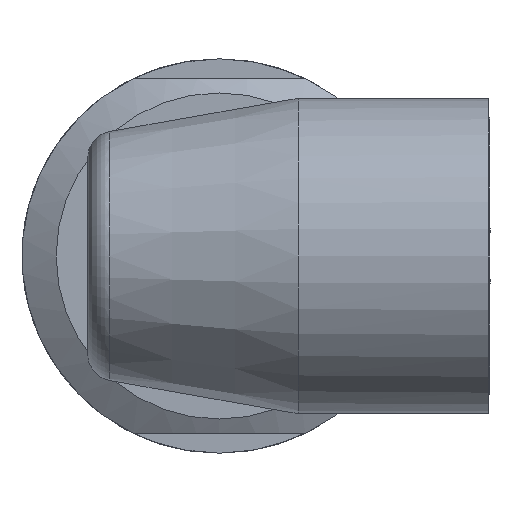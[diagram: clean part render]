
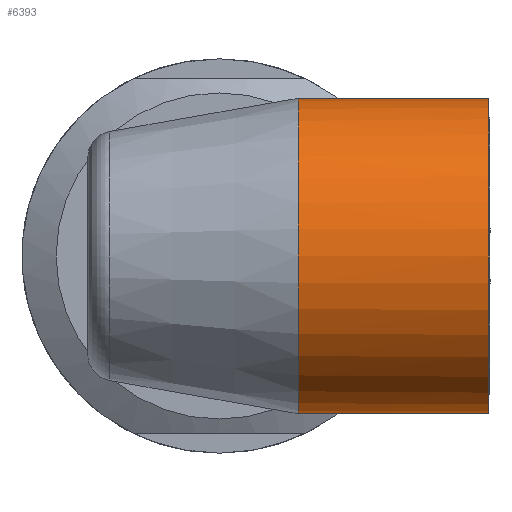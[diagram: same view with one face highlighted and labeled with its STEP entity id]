
A CAD part, left-side view. The second image highlights one B-rep face of the part: STEP entity #6393.
In plain terms, the highlighted cylindrical face has radius 12 mm (diameter 24 mm), a full revolution.
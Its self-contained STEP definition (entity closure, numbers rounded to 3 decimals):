
#548=FACE_OUTER_BOUND('',#1010,.T.);
#1010=EDGE_LOOP('',(#4361,#4362,#4363,#4364,#4365,#4366,#4367,#4368,#4369,
#4370));
#1557=B_SPLINE_CURVE_WITH_KNOTS('',3,(#10732,#10733,#10734,#10735,#10736,
#10737,#10738,#10739,#10740,#10741,#10742,#10743,#10744,#10745,#10746,#10747),
 .UNSPECIFIED.,.F.,.F.,(4,3,3,3,3,4),(0.558,0.575,
0.597,0.602,0.623,0.632),
 .UNSPECIFIED.);
#1560=B_SPLINE_CURVE_WITH_KNOTS('',3,(#10826,#10827,#10828,#10829,#10830,
#10831,#10832,#10833,#10834,#10835,#10836,#10837,#10838),.UNSPECIFIED.,
 .F.,.F.,(4,3,3,3,4),(0.,0.009,0.019,0.02,
0.033),.UNSPECIFIED.);
#1564=B_SPLINE_CURVE_WITH_KNOTS('',3,(#10978,#10979,#10980,#10981),
 .UNSPECIFIED.,.F.,.F.,(4,4),(-7.24,-7.227),
 .UNSPECIFIED.);
#1565=B_SPLINE_CURVE_WITH_KNOTS('',3,(#10983,#10984,#10985,#10986,#10987,
#10988,#10989),.UNSPECIFIED.,.F.,.F.,(4,1,1,1,4),(7.24,7.654,
8.1,8.547,8.77),.UNSPECIFIED.);
#1566=B_SPLINE_CURVE_WITH_KNOTS('',3,(#10991,#10992,#10993,#10994,#10995,
#10996,#10997),.UNSPECIFIED.,.F.,.F.,(4,1,1,1,4),(8.77,8.994,
9.44,9.887,10.3),.UNSPECIFIED.);
#1567=B_SPLINE_CURVE_WITH_KNOTS('',3,(#10998,#10999,#11000,#11001),
 .UNSPECIFIED.,.F.,.F.,(4,4),(-10.313,-10.3),
 .UNSPECIFIED.);
#1655=LINE('',#11166,#1945);
#1945=VECTOR('',#8082,12.);
#2275=CIRCLE('',#6949,12.);
#2284=CIRCLE('',#6962,12.);
#2777=VERTEX_POINT('',#10611);
#2784=VERTEX_POINT('',#10692);
#2788=VERTEX_POINT('',#10721);
#2792=VERTEX_POINT('',#10812);
#2793=VERTEX_POINT('',#10825);
#2795=VERTEX_POINT('',#10977);
#2796=VERTEX_POINT('',#10982);
#2797=VERTEX_POINT('',#10990);
#3373=EDGE_CURVE('',#2777,#2777,#2275,.T.);
#3386=EDGE_CURVE('',#2788,#2784,#1557,.T.);
#3390=EDGE_CURVE('',#2792,#2793,#1560,.T.);
#3394=EDGE_CURVE('',#2795,#2793,#1564,.T.);
#3395=EDGE_CURVE('',#2795,#2796,#1565,.T.);
#3396=EDGE_CURVE('',#2796,#2797,#1566,.T.);
#3397=EDGE_CURVE('',#2788,#2797,#1567,.T.);
#3408=EDGE_CURVE('',#2784,#2792,#2284,.T.);
#3409=EDGE_CURVE('',#2796,#2777,#1655,.T.);
#4361=ORIENTED_EDGE('',*,*,#3395,.F.);
#4362=ORIENTED_EDGE('',*,*,#3394,.T.);
#4363=ORIENTED_EDGE('',*,*,#3390,.F.);
#4364=ORIENTED_EDGE('',*,*,#3408,.F.);
#4365=ORIENTED_EDGE('',*,*,#3386,.F.);
#4366=ORIENTED_EDGE('',*,*,#3397,.T.);
#4367=ORIENTED_EDGE('',*,*,#3396,.F.);
#4368=ORIENTED_EDGE('',*,*,#3409,.T.);
#4369=ORIENTED_EDGE('',*,*,#3373,.T.);
#4370=ORIENTED_EDGE('',*,*,#3409,.F.);
#5759=CYLINDRICAL_SURFACE('',#6961,12.);
#6393=ADVANCED_FACE('',(#548),#5759,.T.);
#6949=AXIS2_PLACEMENT_3D('',#10612,#8052,#8053);
#6961=AXIS2_PLACEMENT_3D('',#11164,#8078,#8079);
#6962=AXIS2_PLACEMENT_3D('',#11165,#8080,#8081);
#8052=DIRECTION('center_axis',(0.,1.,0.));
#8053=DIRECTION('ref_axis',(-1.,0.,0.));
#8078=DIRECTION('center_axis',(0.,1.,0.));
#8079=DIRECTION('ref_axis',(-1.,0.,0.));
#8080=DIRECTION('center_axis',(0.,1.,0.));
#8081=DIRECTION('ref_axis',(-1.,0.,0.));
#8082=DIRECTION('',(0.,-1.,0.));
#10611=CARTESIAN_POINT('',(-225.1,-20.5,0.));
#10612=CARTESIAN_POINT('Origin',(-237.1,-20.5,0.));
#10692=CARTESIAN_POINT('',(-229.717,-6.,-9.46));
#10721=CARTESIAN_POINT('',(-229.477,-5.899,-9.269));
#10732=CARTESIAN_POINT('Ctrl Pts',(-229.477,-5.899,
-9.269));
#10733=CARTESIAN_POINT('Ctrl Pts',(-229.491,-5.915,-9.28));
#10734=CARTESIAN_POINT('Ctrl Pts',(-229.506,-5.929,
-9.292));
#10735=CARTESIAN_POINT('Ctrl Pts',(-229.523,-5.942,
-9.306));
#10736=CARTESIAN_POINT('Ctrl Pts',(-229.545,-5.958,
-9.324));
#10737=CARTESIAN_POINT('Ctrl Pts',(-229.569,-5.971,-9.343));
#10738=CARTESIAN_POINT('Ctrl Pts',(-229.594,-5.98,
-9.363));
#10739=CARTESIAN_POINT('Ctrl Pts',(-229.6,-5.982,
-9.368));
#10740=CARTESIAN_POINT('Ctrl Pts',(-229.605,-5.984,-9.372));
#10741=CARTESIAN_POINT('Ctrl Pts',(-229.611,-5.986,
-9.377));
#10742=CARTESIAN_POINT('Ctrl Pts',(-229.635,-5.993,
-9.396));
#10743=CARTESIAN_POINT('Ctrl Pts',(-229.66,-5.997,
-9.415));
#10744=CARTESIAN_POINT('Ctrl Pts',(-229.685,-5.999,-9.435));
#10745=CARTESIAN_POINT('Ctrl Pts',(-229.695,-6.,-9.443));
#10746=CARTESIAN_POINT('Ctrl Pts',(-229.706,-6.,
-9.452));
#10747=CARTESIAN_POINT('Ctrl Pts',(-229.717,-6.,
-9.46));
#10812=CARTESIAN_POINT('',(-229.717,-6.,9.46));
#10825=CARTESIAN_POINT('',(-229.477,-5.899,9.269));
#10826=CARTESIAN_POINT('Ctrl Pts',(-229.717,-6.,9.46));
#10827=CARTESIAN_POINT('Ctrl Pts',(-229.692,-6.,9.44));
#10828=CARTESIAN_POINT('Ctrl Pts',(-229.667,-5.998,
9.421));
#10829=CARTESIAN_POINT('Ctrl Pts',(-229.642,-5.993,
9.401));
#10830=CARTESIAN_POINT('Ctrl Pts',(-229.618,-5.989,
9.382));
#10831=CARTESIAN_POINT('Ctrl Pts',(-229.594,-5.981,
9.363));
#10832=CARTESIAN_POINT('Ctrl Pts',(-229.57,-5.97,
9.344));
#10833=CARTESIAN_POINT('Ctrl Pts',(-229.568,-5.969,
9.342));
#10834=CARTESIAN_POINT('Ctrl Pts',(-229.566,-5.968,
9.34));
#10835=CARTESIAN_POINT('Ctrl Pts',(-229.563,-5.967,
9.339));
#10836=CARTESIAN_POINT('Ctrl Pts',(-229.531,-5.95,
9.313));
#10837=CARTESIAN_POINT('Ctrl Pts',(-229.502,-5.928,
9.289));
#10838=CARTESIAN_POINT('Ctrl Pts',(-229.477,-5.899,
9.269));
#10977=CARTESIAN_POINT('',(-229.427,-6.,9.226));
#10978=CARTESIAN_POINT('Ctrl Pts',(-229.427,-6.,9.226));
#10979=CARTESIAN_POINT('Ctrl Pts',(-229.444,-5.966,9.24));
#10980=CARTESIAN_POINT('Ctrl Pts',(-229.46,-5.932,
9.254));
#10981=CARTESIAN_POINT('Ctrl Pts',(-229.477,-5.899,
9.268));
#10982=CARTESIAN_POINT('',(-225.102,-12.998,0.));
#10983=CARTESIAN_POINT('Ctrl Pts',(-229.427,-6.,
9.226));
#10984=CARTESIAN_POINT('Ctrl Pts',(-228.891,-7.073,8.78));
#10985=CARTESIAN_POINT('Ctrl Pts',(-227.702,-9.109,
7.622));
#10986=CARTESIAN_POINT('Ctrl Pts',(-226.094,-11.562,5.133));
#10987=CARTESIAN_POINT('Ctrl Pts',(-225.23,-12.812,2.386));
#10988=CARTESIAN_POINT('Ctrl Pts',(-225.102,-12.998,
0.597));
#10989=CARTESIAN_POINT('Ctrl Pts',(-225.102,-12.998,
0.));
#10990=CARTESIAN_POINT('',(-229.427,-6.,-9.226));
#10991=CARTESIAN_POINT('Ctrl Pts',(-225.102,-12.998,
0.));
#10992=CARTESIAN_POINT('Ctrl Pts',(-225.102,-12.998,-0.596));
#10993=CARTESIAN_POINT('Ctrl Pts',(-225.233,-12.808,
-2.387));
#10994=CARTESIAN_POINT('Ctrl Pts',(-226.098,-11.555,
-5.143));
#10995=CARTESIAN_POINT('Ctrl Pts',(-227.705,-9.104,
-7.624));
#10996=CARTESIAN_POINT('Ctrl Pts',(-228.891,-7.073,
-8.78));
#10997=CARTESIAN_POINT('Ctrl Pts',(-229.427,-6.,
-9.226));
#10998=CARTESIAN_POINT('Ctrl Pts',(-229.477,-5.899,
-9.268));
#10999=CARTESIAN_POINT('Ctrl Pts',(-229.46,-5.932,
-9.254));
#11000=CARTESIAN_POINT('Ctrl Pts',(-229.444,-5.966,
-9.24));
#11001=CARTESIAN_POINT('Ctrl Pts',(-229.427,-6.,
-9.226));
#11164=CARTESIAN_POINT('Origin',(-237.1,-13.25,0.));
#11165=CARTESIAN_POINT('Origin',(-237.1,-6.,0.));
#11166=CARTESIAN_POINT('',(-225.1,-13.25,0.));
